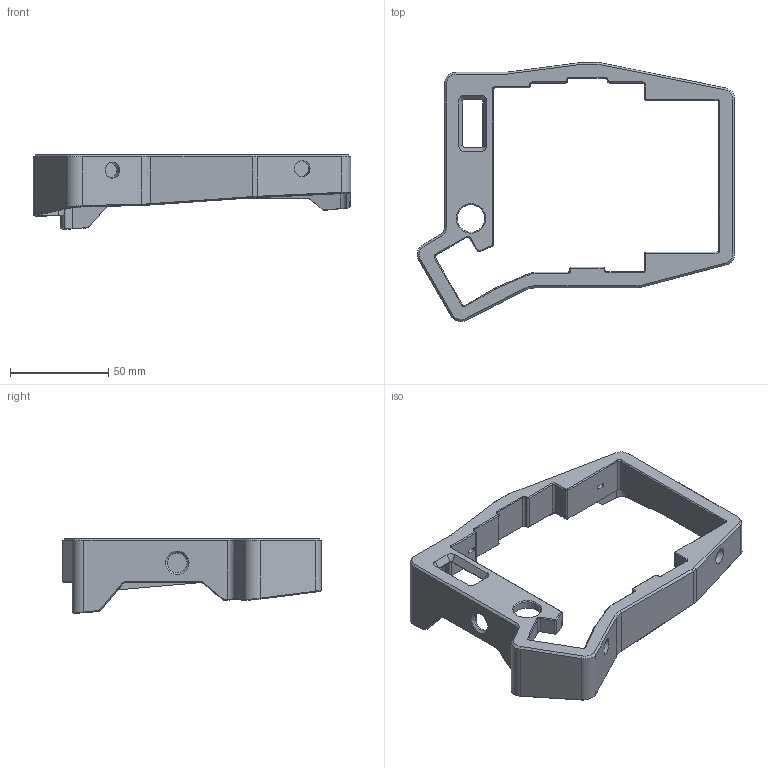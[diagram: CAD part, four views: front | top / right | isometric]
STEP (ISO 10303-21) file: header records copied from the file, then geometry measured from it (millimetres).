
FILE_DESCRIPTION(/* description */ (''),/* implementation_level */ '2;1');
FILE_NAME(/* name */ 'R-Top.step',/* time_stamp */ '2022-10-12T15:58:07+03:00',/* author */ (''),/* organization */ (''),/* preprocessor_version */ 'ST-DEVELOPER v19',/* originating_system */ 'Autodesk Translation Framework v11.7.0.108',/* authorisation */ '');
FILE_SCHEMA (('AUTOMOTIVE_DESIGN { 1 0 10303 214 3 1 1 }'));
Length unit declared in the file: millimetre
Products named in the file (1): FusionComponent
Bounding box: 161.65 x 132.03 x 37.93 mm (x, y, z)
Volume: 77929.6 mm3; surface area: 36541.7 mm2
Topology: 1 solids, 1 shells, 366 faces, 953 edges, 590 vertices
Faces by surface type: plane 170, cylinder 99, cone 56, bspline 39, torus 2
Full cylindrical faces by diameter (mm): 2.2 x10, 8.2 x2, 10 x1, 14 x1
Entity records: 11972 total; most frequent: CARTESIAN_POINT 2973, ORIENTED_EDGE 1896, DIRECTION 1817, EDGE_CURVE 948, LINE 647, VECTOR 647, VERTEX_POINT 590, AXIS2_PLACEMENT_3D 585
